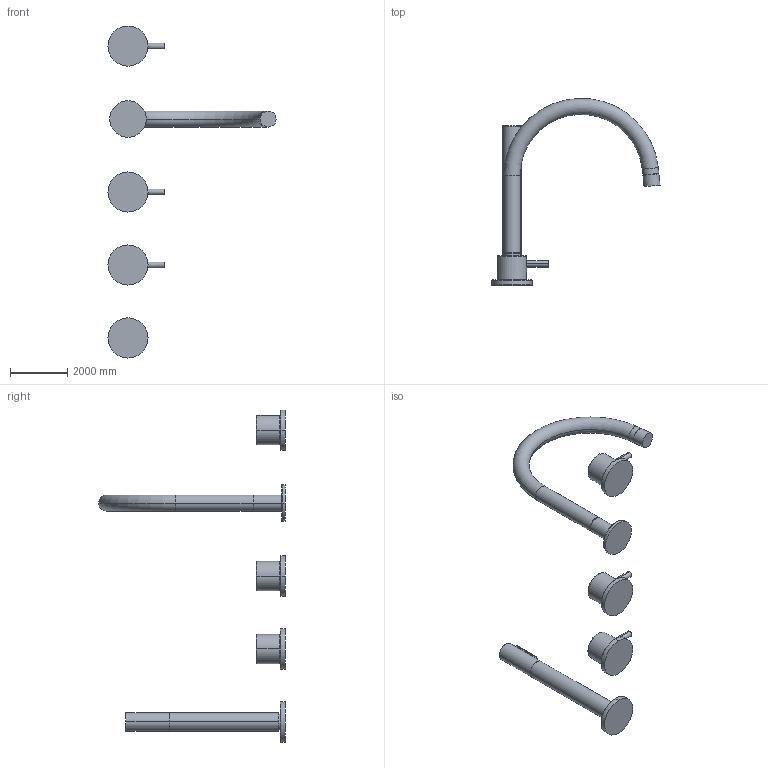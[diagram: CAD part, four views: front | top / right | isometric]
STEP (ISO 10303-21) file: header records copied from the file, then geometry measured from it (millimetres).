
FILE_DESCRIPTION((''),'2;1');
FILE_NAME('277','2018-07-29T',('MQ'),(''),'PRO/ENGINEER BY PARAMETRIC TECHNOLOGY CORPORATION, 2012130','PRO/ENGINEER BY PARAMETRIC TECHNOLOGY CORPORATION, 2012130','');
FILE_SCHEMA(('CONFIG_CONTROL_DESIGN'));
Length unit declared in the file: inch
Products named in the file (1): 277
Bounding box: 5853.17 x 6498.71 x 11557 mm (x, y, z)
Volume: 7911188874.8 mm3; surface area: 61019459.7 mm2
Topology: 7 solids, 7 shells, 399 faces, 823 edges, 538 vertices
Faces by surface type: cylinder 290, plane 77, torus 30, cone 2
Entity records: 11763 total; most frequent: CARTESIAN_POINT 3362, DIRECTION 1725, ORIENTED_EDGE 1646, EDGE_CURVE 823, AXIS2_PLACEMENT_3D 735, VERTEX_POINT 538, EDGE_LOOP 499, FACE_OUTER_BOUND 399
